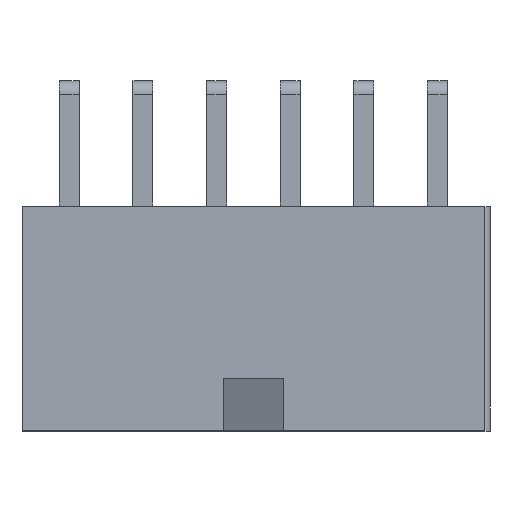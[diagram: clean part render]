
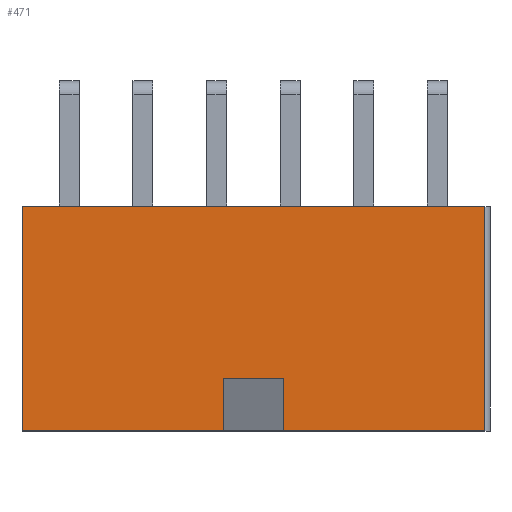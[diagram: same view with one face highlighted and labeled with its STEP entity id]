
A CAD part, top view. The second image highlights one B-rep face of the part: STEP entity #471.
In plain terms, the highlighted planar face has unit normal (0, 0, 1).
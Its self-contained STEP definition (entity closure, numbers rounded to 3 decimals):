
#471 = ADVANCED_FACE( '', ( #1094 ), #1095, .T. );
#1094 = FACE_OUTER_BOUND( '', #1988, .T. );
#1095 = PLANE( '', #1989 );
#1988 = EDGE_LOOP( '', ( #5252, #5253, #5254, #5255, #5256, #5257, #5258, #5259 ) );
#1989 = AXIS2_PLACEMENT_3D( '', #5260, #5261, #5262 );
#5252 = ORIENTED_EDGE( '', *, *, #7663, .F. );
#5253 = ORIENTED_EDGE( '', *, *, #7643, .F. );
#5254 = ORIENTED_EDGE( '', *, *, #7664, .F. );
#5255 = ORIENTED_EDGE( '', *, *, #7665, .F. );
#5256 = ORIENTED_EDGE( '', *, *, #7666, .T. );
#5257 = ORIENTED_EDGE( '', *, *, #7667, .T. );
#5258 = ORIENTED_EDGE( '', *, *, #7668, .F. );
#5259 = ORIENTED_EDGE( '', *, *, #7669, .F. );
#5260 = CARTESIAN_POINT( '', ( 13.2, -6.4, 4.8 ) );
#5261 = DIRECTION( '', ( 0., 0., 1. ) );
#5262 = DIRECTION( '', ( 1., 0., 0. ) );
#7643 = EDGE_CURVE( '', #8665, #8666, #8667, .T. );
#7663 = EDGE_CURVE( '', #8666, #8701, #8702, .T. );
#7664 = EDGE_CURVE( '', #8703, #8665, #8704, .T. );
#7665 = EDGE_CURVE( '', #8705, #8703, #8706, .T. );
#7666 = EDGE_CURVE( '', #8705, #8707, #8708, .T. );
#7667 = EDGE_CURVE( '', #8707, #8709, #8710, .T. );
#7668 = EDGE_CURVE( '', #8711, #8709, #8712, .T. );
#7669 = EDGE_CURVE( '', #8701, #8711, #8713, .T. );
#8665 = VERTEX_POINT( '', #10175 );
#8666 = VERTEX_POINT( '', #10176 );
#8667 = LINE( '', #10177, #10178 );
#8701 = VERTEX_POINT( '', #10227 );
#8702 = LINE( '', #10228, #10229 );
#8703 = VERTEX_POINT( '', #10230 );
#8704 = LINE( '', #10231, #10232 );
#8705 = VERTEX_POINT( '', #10233 );
#8706 = LINE( '', #10234, #10235 );
#8707 = VERTEX_POINT( '', #10236 );
#8708 = LINE( '', #10237, #10238 );
#8709 = VERTEX_POINT( '', #10239 );
#8710 = LINE( '', #10240, #10241 );
#8711 = VERTEX_POINT( '', #10242 );
#8712 = LINE( '', #10243, #10244 );
#8713 = LINE( '', #10245, #10246 );
#10175 = CARTESIAN_POINT( '', ( 1.725, -3.4, 4.8 ) );
#10176 = CARTESIAN_POINT( '', ( -1.725, -3.4, 4.8 ) );
#10177 = CARTESIAN_POINT( '', ( 1.725, -3.4, 4.8 ) );
#10178 = VECTOR( '', #12997, 1000. );
#10227 = CARTESIAN_POINT( '', ( -1.725, -6.4, 4.8 ) );
#10228 = CARTESIAN_POINT( '', ( -1.725, -3.4, 4.8 ) );
#10229 = VECTOR( '', #13013, 1000. );
#10230 = CARTESIAN_POINT( '', ( 1.725, -6.4, 4.8 ) );
#10231 = CARTESIAN_POINT( '', ( 1.725, -6.4, 4.8 ) );
#10232 = VECTOR( '', #13014, 1000. );
#10233 = CARTESIAN_POINT( '', ( 13.2, -6.4, 4.8 ) );
#10234 = CARTESIAN_POINT( '', ( 13.2, -6.4, 4.8 ) );
#10235 = VECTOR( '', #13015, 1000. );
#10236 = CARTESIAN_POINT( '', ( 13.2, 6.4, 4.8 ) );
#10237 = CARTESIAN_POINT( '', ( 13.2, -6.4, 4.8 ) );
#10238 = VECTOR( '', #13016, 1000. );
#10239 = CARTESIAN_POINT( '', ( -13.2, 6.4, 4.8 ) );
#10240 = CARTESIAN_POINT( '', ( 13.2, 6.4, 4.8 ) );
#10241 = VECTOR( '', #13017, 1000. );
#10242 = CARTESIAN_POINT( '', ( -13.2, -6.4, 4.8 ) );
#10243 = CARTESIAN_POINT( '', ( -13.2, -6.4, 4.8 ) );
#10244 = VECTOR( '', #13018, 1000. );
#10245 = CARTESIAN_POINT( '', ( 13.2, -6.4, 4.8 ) );
#10246 = VECTOR( '', #13019, 1000. );
#12997 = DIRECTION( '', ( -1., 0., 0. ) );
#13013 = DIRECTION( '', ( 0., -1., 0. ) );
#13014 = DIRECTION( '', ( 0., 1., 0. ) );
#13015 = DIRECTION( '', ( -1., 0., 0. ) );
#13016 = DIRECTION( '', ( 0., 1., 0. ) );
#13017 = DIRECTION( '', ( -1., 0., 0. ) );
#13018 = DIRECTION( '', ( 0., 1., 0. ) );
#13019 = DIRECTION( '', ( -1., 0., 0. ) );
